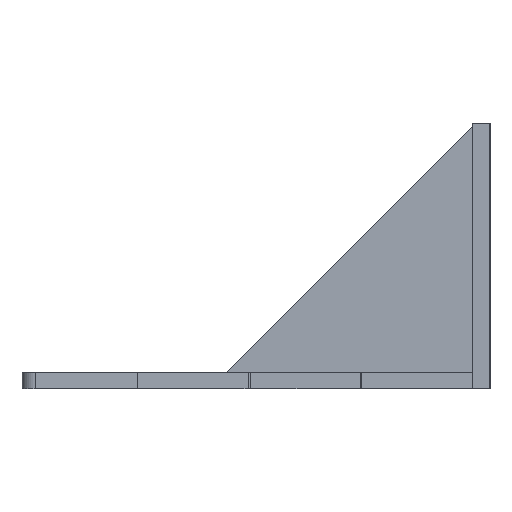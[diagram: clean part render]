
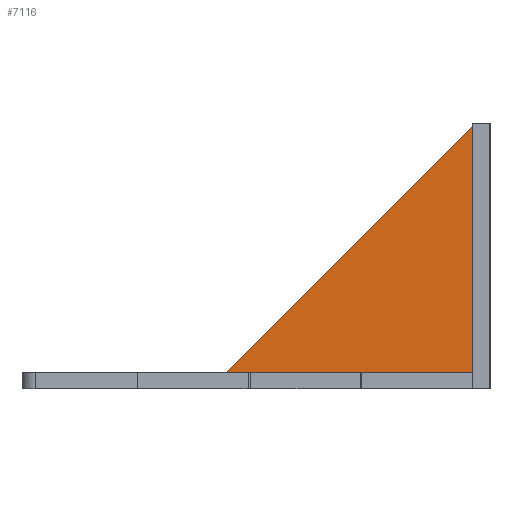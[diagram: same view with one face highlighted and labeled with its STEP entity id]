
A CAD part, left-side view. The second image highlights one B-rep face of the part: STEP entity #7116.
In plain terms, the highlighted planar face has unit normal (-1, 0, 0).
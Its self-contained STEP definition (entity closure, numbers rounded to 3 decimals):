
#7009=CARTESIAN_POINT('',(-49.1,425.5,4.5));
#7010=VERTEX_POINT('',#7009);
#7025=CARTESIAN_POINT('',(-49.1,425.5,97.382));
#7026=VERTEX_POINT('',#7025);
#7033=CARTESIAN_POINT('',(-49.1,425.5,4.5));
#7034=DIRECTION('',(0.,0.,1.));
#7035=VECTOR('',#7034,92.882);
#7036=LINE('',#7033,#7035);
#7037=EDGE_CURVE('',#7010,#7026,#7036,.T.);
#7047=CARTESIAN_POINT('',(-49.1,518.382,4.5));
#7048=VERTEX_POINT('',#7047);
#7049=CARTESIAN_POINT('',(-49.1,425.5,97.382));
#7050=DIRECTION('',(0.,0.707,-0.707));
#7051=VECTOR('',#7050,131.355);
#7052=LINE('',#7049,#7051);
#7053=EDGE_CURVE('',#7026,#7048,#7052,.T.);
#7085=CARTESIAN_POINT('',(-49.1,518.382,4.5));
#7086=DIRECTION('',(0.,-1.,0.));
#7087=VECTOR('',#7086,92.882);
#7088=LINE('',#7085,#7087);
#7089=EDGE_CURVE('',#7048,#7010,#7088,.T.);
#7106=CARTESIAN_POINT('',(-49.1,402.5,0.));
#7107=DIRECTION('',(-1.,0.,0.));
#7108=DIRECTION('',(0.,-1.,0.));
#7109=AXIS2_PLACEMENT_3D('',#7106,#7107,#7108);
#7110=PLANE('',#7109);
#7111=ORIENTED_EDGE('',*,*,#7089,.T.);
#7112=ORIENTED_EDGE('',*,*,#7037,.T.);
#7113=ORIENTED_EDGE('',*,*,#7053,.T.);
#7114=EDGE_LOOP('',(#7111,#7112,#7113));
#7115=FACE_BOUND('',#7114,.T.);
#7116=ADVANCED_FACE('',(#7115),#7110,.T.);
